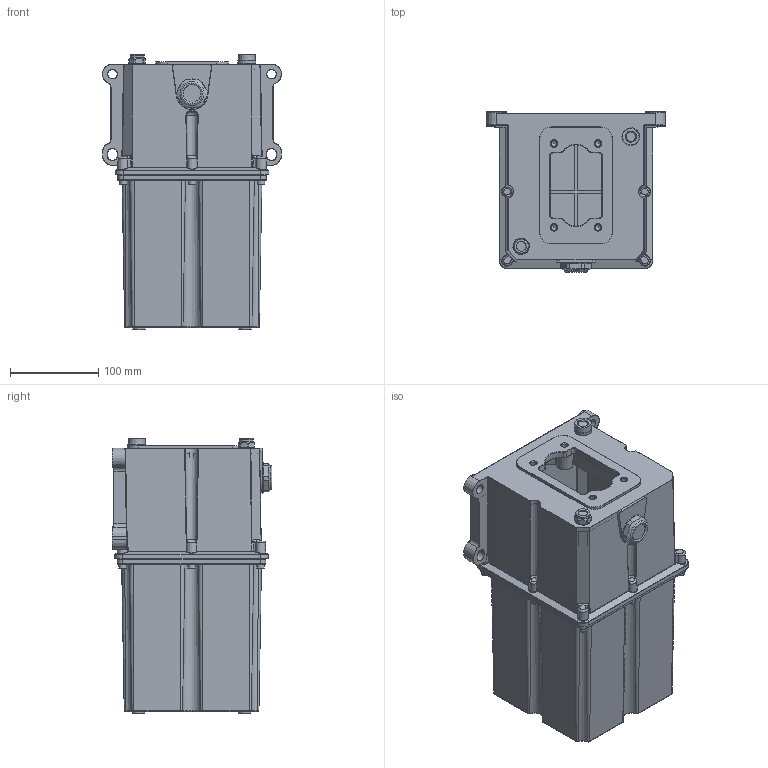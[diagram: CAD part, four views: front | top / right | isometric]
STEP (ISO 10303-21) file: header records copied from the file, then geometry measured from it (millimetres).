
FILE_DESCRIPTION(/* description */ ('Unknown'),/* implementation_level */ '2;1');
FILE_NAME(/* name */ 'SR05ALO',/* time_stamp */ '2024-11-28T08:59:38+01:00',/* author */ ('Unknown'),/* organization */ ('Unknown'),/* preprocessor_version */ 'ST-DEVELOPER v19.4',/* originating_system */ 'Solid Edge',/* authorisation */ 'Unknown');
FILE_SCHEMA (('AUTOMOTIVE_DESIGN {1 0 10303 214 3 1 1}'));
Products named in the file (1): SR05ALO
Bounding box: 202.5 x 181 x 311.22 mm (x, y, z)
Volume: 855971.7 mm3; surface area: 523372.2 mm2
Topology: 1 solids, 1 shells, 1381 faces, 3338 edges, 1953 vertices
Faces by surface type: cylinder 359, plane 358, bspline 297, torus 206, cone 114, sphere 47
Full cylindrical faces by diameter (mm): 1.8 x1, 6.647 x8, 7.7 x1, 8.5 x8, 11 x2, 13.157 x1, 15.9 x1, 18 x2, 20 x2, 27 x1, 33 x1
Entity records: 52533 total; most frequent: CARTESIAN_POINT 13163, ORIENTED_EDGE 6290, DIRECTION 6119, EDGE_CURVE 3145, AXIS2_PLACEMENT_3D 2576, VERTEX_POINT 1906, FACE_BOUND 1531, EDGE_LOOP 1527
